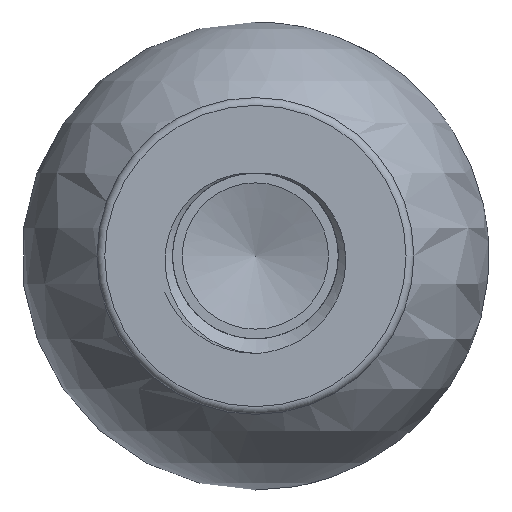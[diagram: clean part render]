
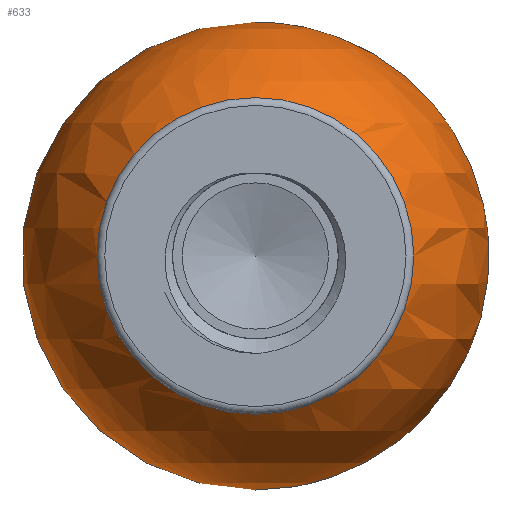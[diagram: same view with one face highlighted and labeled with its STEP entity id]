
A CAD part, left-side view. The second image highlights one B-rep face of the part: STEP entity #633.
In plain terms, the highlighted spherical face has radius 12 mm.
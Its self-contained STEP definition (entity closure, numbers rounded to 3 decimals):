
#48=SPHERICAL_SURFACE('',#690,12.);
#56=FACE_BOUND('',#196,.T.);
#57=FACE_BOUND('',#197,.T.);
#100=CIRCLE('',#682,8.125);
#104=CIRCLE('',#691,8.944);
#196=EDGE_LOOP('',(#485));
#197=EDGE_LOOP('',(#486));
#318=VERTEX_POINT('',#2542);
#322=VERTEX_POINT('',#2555);
#382=EDGE_CURVE('',#318,#318,#100,.T.);
#386=EDGE_CURVE('',#322,#322,#104,.T.);
#485=ORIENTED_EDGE('',*,*,#382,.T.);
#486=ORIENTED_EDGE('',*,*,#386,.F.);
#633=ADVANCED_FACE('',(#56,#57),#48,.T.);
#682=AXIS2_PLACEMENT_3D('',#2543,#774,#775);
#690=AXIS2_PLACEMENT_3D('',#2554,#790,#791);
#691=AXIS2_PLACEMENT_3D('',#2556,#792,#793);
#774=DIRECTION('center_axis',(1.,0.,0.));
#775=DIRECTION('ref_axis',(0.,0.,-1.));
#790=DIRECTION('center_axis',(0.,0.,1.));
#791=DIRECTION('ref_axis',(1.,0.,0.));
#792=DIRECTION('center_axis',(1.,0.,0.));
#793=DIRECTION('ref_axis',(0.,0.,-1.));
#2542=CARTESIAN_POINT('',(26.169,8.125,0.));
#2543=CARTESIAN_POINT('Origin',(26.169,0.,0.));
#2554=CARTESIAN_POINT('Origin',(35.,0.,0.));
#2555=CARTESIAN_POINT('',(43.,8.944,0.));
#2556=CARTESIAN_POINT('Origin',(43.,0.,0.));
